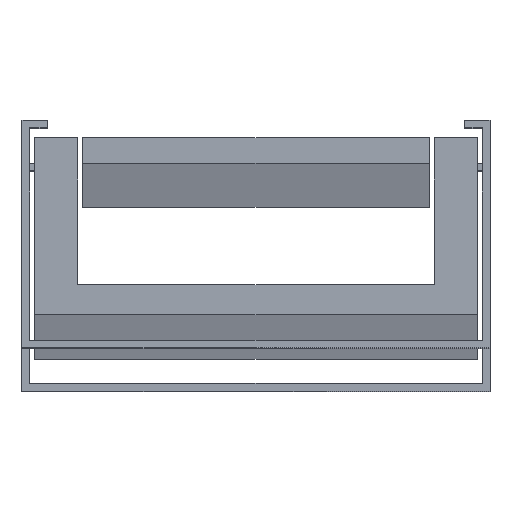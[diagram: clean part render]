
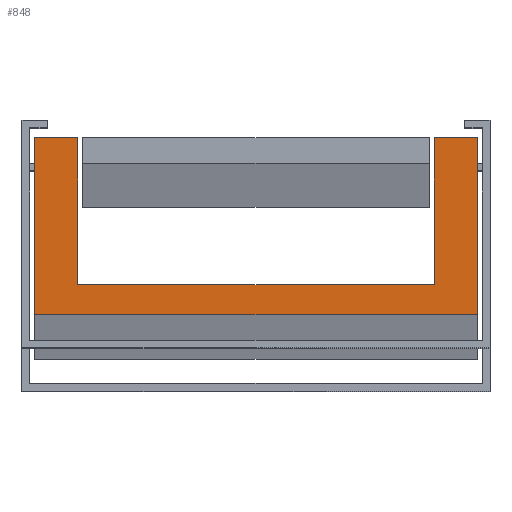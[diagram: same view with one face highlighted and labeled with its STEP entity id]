
A CAD part, top view. The second image highlights one B-rep face of the part: STEP entity #848.
In plain terms, the highlighted planar face has unit normal (0, 0, 1).
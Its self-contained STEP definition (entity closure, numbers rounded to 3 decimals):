
#53=PLANE('',#914);
#98=FACE_OUTER_BOUND('',#146,.T.);
#146=EDGE_LOOP('',(#721,#722,#723,#724,#725,#726,#727,#728));
#216=LINE('',#1266,#326);
#220=LINE('',#1273,#330);
#223=LINE('',#1279,#333);
#225=LINE('',#1284,#335);
#228=LINE('',#1290,#338);
#231=LINE('',#1296,#341);
#234=LINE('',#1302,#344);
#237=LINE('',#1306,#347);
#326=VECTOR('',#1037,10.);
#330=VECTOR('',#1043,10.);
#333=VECTOR('',#1048,10.);
#335=VECTOR('',#1052,10.);
#338=VECTOR('',#1057,10.);
#341=VECTOR('',#1062,10.);
#344=VECTOR('',#1067,10.);
#347=VECTOR('',#1072,10.);
#428=VERTEX_POINT('',#1263);
#429=VERTEX_POINT('',#1265);
#431=VERTEX_POINT('',#1271);
#433=VERTEX_POINT('',#1277);
#435=VERTEX_POINT('',#1283);
#437=VERTEX_POINT('',#1289);
#439=VERTEX_POINT('',#1295);
#441=VERTEX_POINT('',#1301);
#523=EDGE_CURVE('',#428,#429,#216,.T.);
#527=EDGE_CURVE('',#431,#428,#220,.T.);
#530=EDGE_CURVE('',#433,#431,#223,.T.);
#532=EDGE_CURVE('',#435,#429,#225,.T.);
#535=EDGE_CURVE('',#437,#435,#228,.T.);
#538=EDGE_CURVE('',#439,#437,#231,.T.);
#541=EDGE_CURVE('',#441,#439,#234,.T.);
#544=EDGE_CURVE('',#441,#433,#237,.T.);
#721=ORIENTED_EDGE('',*,*,#544,.F.);
#722=ORIENTED_EDGE('',*,*,#541,.T.);
#723=ORIENTED_EDGE('',*,*,#538,.T.);
#724=ORIENTED_EDGE('',*,*,#535,.T.);
#725=ORIENTED_EDGE('',*,*,#532,.T.);
#726=ORIENTED_EDGE('',*,*,#523,.F.);
#727=ORIENTED_EDGE('',*,*,#527,.F.);
#728=ORIENTED_EDGE('',*,*,#530,.F.);
#848=ADVANCED_FACE('',(#98),#53,.T.);
#914=AXIS2_PLACEMENT_3D('',#1307,#1073,#1074);
#1037=DIRECTION('',(0.,-1.,0.));
#1043=DIRECTION('',(1.,0.,0.));
#1048=DIRECTION('',(0.,1.,0.));
#1052=DIRECTION('',(1.,0.,0.));
#1057=DIRECTION('',(0.,-1.,0.));
#1062=DIRECTION('',(-1.,0.,0.));
#1067=DIRECTION('',(0.,1.,0.));
#1072=DIRECTION('',(1.,0.,0.));
#1073=DIRECTION('center_axis',(0.,0.,1.));
#1074=DIRECTION('ref_axis',(1.,0.,0.));
#1263=CARTESIAN_POINT('',(8.75,7.,1000.));
#1265=CARTESIAN_POINT('',(8.75,0.,1000.));
#1266=CARTESIAN_POINT('',(8.75,7.,1000.));
#1271=CARTESIAN_POINT('',(7.05,7.,1000.));
#1273=CARTESIAN_POINT('',(7.05,7.,1000.));
#1277=CARTESIAN_POINT('',(7.05,1.2,1000.));
#1279=CARTESIAN_POINT('',(7.05,1.2,1000.));
#1283=CARTESIAN_POINT('',(-8.75,0.,1000.));
#1284=CARTESIAN_POINT('',(-8.75,0.,1000.));
#1289=CARTESIAN_POINT('',(-8.75,7.,1000.));
#1290=CARTESIAN_POINT('',(-8.75,7.,1000.));
#1295=CARTESIAN_POINT('',(-7.05,7.,1000.));
#1296=CARTESIAN_POINT('',(-7.05,7.,1000.));
#1301=CARTESIAN_POINT('',(-7.05,1.2,1000.));
#1302=CARTESIAN_POINT('',(-7.05,1.2,1000.));
#1306=CARTESIAN_POINT('',(0.,1.2,1000.));
#1307=CARTESIAN_POINT('Origin',(-4.375,3.5,1000.));
